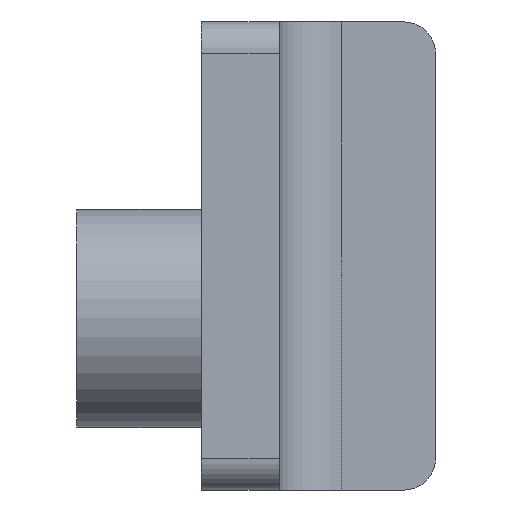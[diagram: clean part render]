
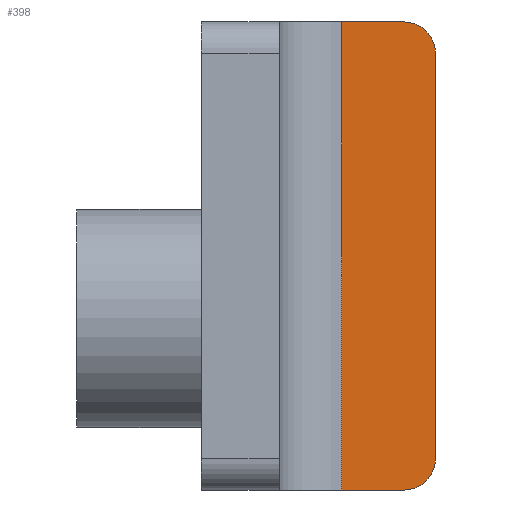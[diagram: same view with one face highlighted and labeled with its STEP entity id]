
A CAD part, left-side view. The second image highlights one B-rep face of the part: STEP entity #398.
In plain terms, the highlighted planar face has unit normal (-1, 0, 0).
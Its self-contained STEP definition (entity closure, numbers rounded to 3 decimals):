
#21=PLANE('',#437);
#34=FACE_OUTER_BOUND('',#57,.T.);
#57=EDGE_LOOP('',(#276,#277,#278,#279,#280,#281));
#85=LINE('',#612,#120);
#87=LINE('',#618,#122);
#88=LINE('',#622,#123);
#89=LINE('',#625,#124);
#120=VECTOR('',#485,10.);
#122=VECTOR('',#491,10.);
#123=VECTOR('',#494,10.);
#124=VECTOR('',#497,10.);
#157=CIRCLE('',#438,1.);
#158=CIRCLE('',#439,1.);
#178=VERTEX_POINT('',#609);
#179=VERTEX_POINT('',#611);
#181=VERTEX_POINT('',#617);
#182=VERTEX_POINT('',#619);
#183=VERTEX_POINT('',#621);
#184=VERTEX_POINT('',#623);
#216=EDGE_CURVE('',#178,#179,#85,.T.);
#219=EDGE_CURVE('',#178,#181,#87,.T.);
#220=EDGE_CURVE('',#182,#181,#157,.T.);
#221=EDGE_CURVE('',#183,#182,#88,.T.);
#222=EDGE_CURVE('',#184,#183,#158,.T.);
#223=EDGE_CURVE('',#179,#184,#89,.T.);
#276=ORIENTED_EDGE('',*,*,#216,.F.);
#277=ORIENTED_EDGE('',*,*,#219,.T.);
#278=ORIENTED_EDGE('',*,*,#220,.F.);
#279=ORIENTED_EDGE('',*,*,#221,.F.);
#280=ORIENTED_EDGE('',*,*,#222,.F.);
#281=ORIENTED_EDGE('',*,*,#223,.F.);
#398=ADVANCED_FACE('',(#34),#21,.T.);
#437=AXIS2_PLACEMENT_3D('',#616,#489,#490);
#438=AXIS2_PLACEMENT_3D('',#620,#492,#493);
#439=AXIS2_PLACEMENT_3D('',#624,#495,#496);
#485=DIRECTION('',(0.,0.,1.));
#489=DIRECTION('center_axis',(-1.,0.,0.));
#490=DIRECTION('ref_axis',(0.,0.,-1.));
#491=DIRECTION('',(0.,-1.,0.));
#492=DIRECTION('center_axis',(1.,0.,0.));
#493=DIRECTION('ref_axis',(0.,-0.707,-0.707));
#494=DIRECTION('',(0.,0.,-1.));
#495=DIRECTION('center_axis',(1.,0.,0.));
#496=DIRECTION('ref_axis',(0.,-0.707,0.707));
#497=DIRECTION('',(0.,-1.,0.));
#609=CARTESIAN_POINT('',(254.35,-2.,174.5));
#611=CARTESIAN_POINT('',(254.35,-2.,189.5));
#612=CARTESIAN_POINT('',(254.35,-2.,185.75));
#616=CARTESIAN_POINT('Origin',(254.35,0.,189.5));
#617=CARTESIAN_POINT('',(254.35,-4.,174.5));
#618=CARTESIAN_POINT('',(254.35,0.,174.5));
#619=CARTESIAN_POINT('',(254.35,-5.,175.5));
#620=CARTESIAN_POINT('Origin',(254.35,-4.,175.5));
#621=CARTESIAN_POINT('',(254.35,-5.,188.5));
#622=CARTESIAN_POINT('',(254.35,-5.,185.75));
#623=CARTESIAN_POINT('',(254.35,-4.,189.5));
#624=CARTESIAN_POINT('Origin',(254.35,-4.,188.5));
#625=CARTESIAN_POINT('',(254.35,0.,189.5));
